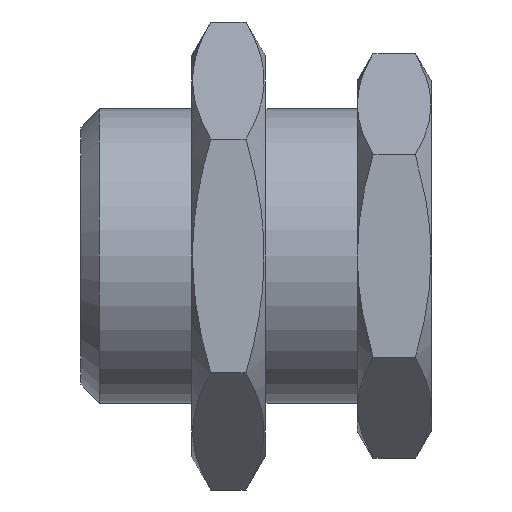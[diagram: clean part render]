
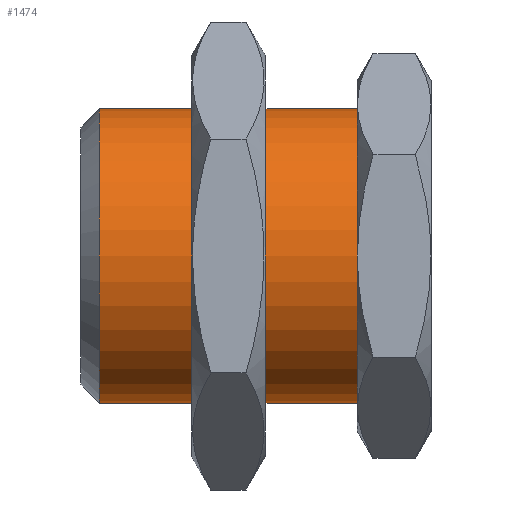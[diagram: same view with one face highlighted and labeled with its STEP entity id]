
A CAD part, front view. The second image highlights one B-rep face of the part: STEP entity #1474.
In plain terms, the highlighted cylindrical face has radius 8 mm (diameter 16 mm), a partial arc.
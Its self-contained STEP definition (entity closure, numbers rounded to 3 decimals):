
#232 = DIRECTION ( 'NONE',  ( 0., 0., 1. ) ) ;
#233 = DIRECTION ( 'NONE',  ( -1., 0., 0. ) ) ;
#234 = CARTESIAN_POINT ( 'NONE',  ( 1., 0., 0. ) ) ;
#235 = AXIS2_PLACEMENT_3D ( 'NONE', #234, #233, #232 ) ;
#236 = CIRCLE ( 'NONE', #235, 8. ) ;
#272 = DIRECTION ( 'NONE',  ( 0., 0., 1. ) ) ;
#273 = DIRECTION ( 'NONE',  ( -1., 0., 0. ) ) ;
#274 = CARTESIAN_POINT ( 'NONE',  ( 15., 0., 0. ) ) ;
#275 = AXIS2_PLACEMENT_3D ( 'NONE', #274, #273, #272 ) ;
#276 = DIRECTION ( 'NONE',  ( 0., 0., 1. ) ) ;
#277 = DIRECTION ( 'NONE',  ( -1., 0., 0. ) ) ;
#278 = CARTESIAN_POINT ( 'NONE',  ( -3.123, 0., 0. ) ) ;
#279 = AXIS2_PLACEMENT_3D ( 'NONE', #278, #277, #276 ) ;
#280 = CYLINDRICAL_SURFACE ( 'NONE', #279, 8. ) ;
#281 = CIRCLE ( 'NONE', #275, 8. ) ;
#282 = FACE_OUTER_BOUND ( 'NONE', #1469, .T. ) ;
#645 = CARTESIAN_POINT ( 'NONE',  ( 15., 0., 8. ) ) ;
#750 = DIRECTION ( 'NONE',  ( -1., 0., 0. ) ) ;
#751 = VECTOR ( 'NONE', #750, 1000. ) ;
#752 = CARTESIAN_POINT ( 'NONE',  ( -3.123, 0., -8. ) ) ;
#753 = LINE ( 'NONE', #752, #751 ) ;
#754 = CARTESIAN_POINT ( 'NONE',  ( 1., 0., -8. ) ) ;
#755 = CARTESIAN_POINT ( 'NONE',  ( 1., 0., 8. ) ) ;
#778 = DIRECTION ( 'NONE',  ( -1., 0., 0. ) ) ;
#779 = VECTOR ( 'NONE', #778, 1000. ) ;
#780 = CARTESIAN_POINT ( 'NONE',  ( -3.123, 0., 8. ) ) ;
#781 = LINE ( 'NONE', #780, #779 ) ;
#782 = CARTESIAN_POINT ( 'NONE',  ( 15., 0., -8. ) ) ;
#1377 = ORIENTED_EDGE ( 'NONE', *, *, #1729, .T. ) ;
#1378 = ORIENTED_EDGE ( 'NONE', *, *, #1466, .F. ) ;
#1466 = EDGE_CURVE ( 'NONE', #1710, #1708, #236, .T. ) ;
#1467 = ORIENTED_EDGE ( 'NONE', *, *, #1711, .F. ) ;
#1469 = EDGE_LOOP ( 'NONE', ( #1467, #1475, #1377, #1378 ) ) ;
#1474 = ADVANCED_FACE ( 'NONE', ( #282 ), #280, .T. ) ;
#1475 = ORIENTED_EDGE ( 'NONE', *, *, #1476, .T. ) ;
#1476 = EDGE_CURVE ( 'NONE', #1727, #1682, #281, .T. ) ;
#1682 = VERTEX_POINT ( 'NONE', #645 ) ;
#1708 = VERTEX_POINT ( 'NONE', #755 ) ;
#1710 = VERTEX_POINT ( 'NONE', #754 ) ;
#1711 = EDGE_CURVE ( 'NONE', #1727, #1710, #753, .T. ) ;
#1727 = VERTEX_POINT ( 'NONE', #782 ) ;
#1729 = EDGE_CURVE ( 'NONE', #1682, #1708, #781, .T. ) ;
